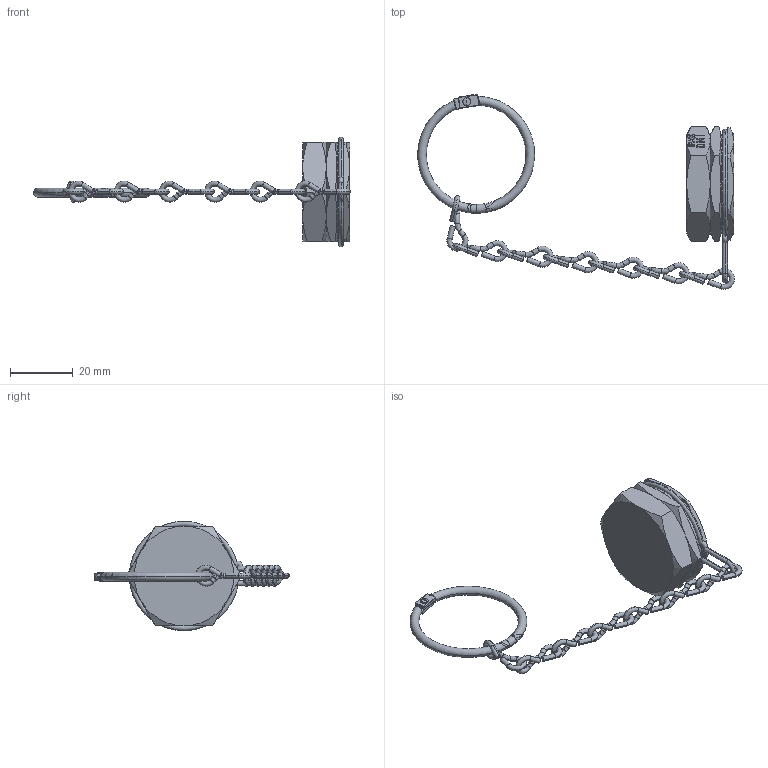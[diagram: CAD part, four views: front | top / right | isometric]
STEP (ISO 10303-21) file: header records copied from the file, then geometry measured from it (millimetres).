
FILE_DESCRIPTION (( 'STEP AP203' ), '1' );
FILE_NAME ('CAP-DIN1BR-PR.STEP', '2025-08-25T15:01:30', ( '' ), ( '' ), 'SwSTEP 2.0', 'SolidWorks 2018', '' );
FILE_SCHEMA (( 'CONFIG_CONTROL_DESIGN' ));
Length unit declared in the file: inch
Products named in the file (9): PRT-002776; CAP-DIN1BR-PR; PRT-002255_SMALL PIN; PRT-002245_RING-1.187D HALF; PRT-002239_BRASS; PRT-002285; PRT-000526; ASY-000291; ASY-000418_One Link Bent
Assembly tree (15 placements, depth 3):
  CAP-DIN1BR-PR
    PRT-002776
    PRT-000526
    ASY-000418_One Link Bent
      PRT-002239_BRASS  x7
    ASY-000291
      PRT-002245_RING-1.187D HALF  x2
      PRT-002255_SMALL PIN
    PRT-002285
Bounding box: 101.06 x 62.19 x 34.92 mm (x, y, z)
Volume: 11219.2 mm3; surface area: 8473.9 mm2
Topology: 13 solids, 13 shells, 464 faces, 1107 edges, 670 vertices
Faces by surface type: plane 137, cylinder 122, bspline 90, torus 68, cone 31, sphere 16
Entity records: 15655 total; most frequent: CARTESIAN_POINT 8098, ORIENTED_EDGE 1428, DIRECTION 1143, EDGE_CURVE 714, VERTEX_POINT 449, AXIS2_PLACEMENT_3D 404, VECTOR 335, LINE 335
